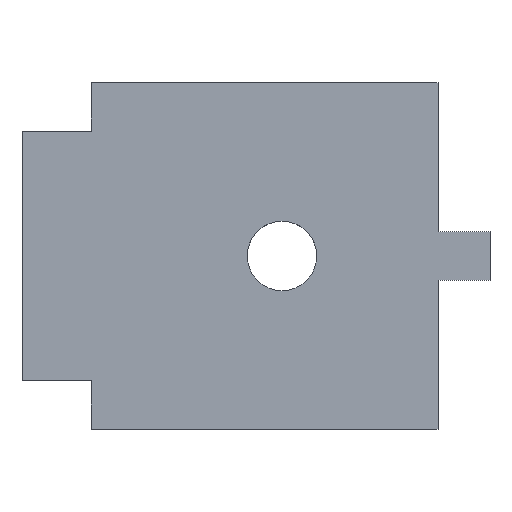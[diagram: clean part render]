
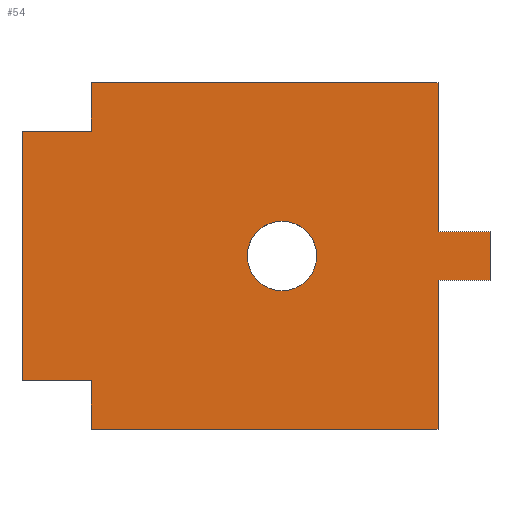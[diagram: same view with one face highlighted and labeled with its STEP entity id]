
A CAD part, top view. The second image highlights one B-rep face of the part: STEP entity #54.
In plain terms, the highlighted planar face has unit normal (0, 0, 1).
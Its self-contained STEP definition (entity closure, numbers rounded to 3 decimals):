
#54=ADVANCED_FACE('',(#77,#79),#81,.T.);
#77=FACE_BOUND('',#78,.T.);
#78=EDGE_LOOP('',(#192,#193,#194,#195,#196,#197,#198,#199,#200,#201,#202,#203));
#79=FACE_BOUND('',#80,.T.);
#80=EDGE_LOOP('',(#204));
#81=PLANE('',#82);
#82=AXIS2_PLACEMENT_3D('',#83,#84,#85);
#83=CARTESIAN_POINT('',(0.,0.,4.));
#84=DIRECTION('',(0.,0.,1.));
#85=DIRECTION('',(-1.,0.,0.));
#192=ORIENTED_EDGE('',*,*,#268,.T.);
#193=ORIENTED_EDGE('',*,*,#269,.T.);
#194=ORIENTED_EDGE('',*,*,#270,.T.);
#195=ORIENTED_EDGE('',*,*,#271,.T.);
#196=ORIENTED_EDGE('',*,*,#272,.T.);
#197=ORIENTED_EDGE('',*,*,#273,.T.);
#198=ORIENTED_EDGE('',*,*,#274,.T.);
#199=ORIENTED_EDGE('',*,*,#275,.T.);
#200=ORIENTED_EDGE('',*,*,#276,.T.);
#201=ORIENTED_EDGE('',*,*,#277,.T.);
#202=ORIENTED_EDGE('',*,*,#278,.T.);
#203=ORIENTED_EDGE('',*,*,#279,.T.);
#204=ORIENTED_EDGE('',*,*,#280,.T.);
#268=EDGE_CURVE('',#319,#320,#321,.T.);
#269=EDGE_CURVE('',#320,#322,#323,.T.);
#270=EDGE_CURVE('',#322,#324,#325,.T.);
#271=EDGE_CURVE('',#324,#326,#327,.T.);
#272=EDGE_CURVE('',#326,#328,#329,.T.);
#273=EDGE_CURVE('',#328,#330,#331,.T.);
#274=EDGE_CURVE('',#330,#332,#333,.T.);
#275=EDGE_CURVE('',#332,#334,#335,.T.);
#276=EDGE_CURVE('',#334,#336,#337,.T.);
#277=EDGE_CURVE('',#336,#338,#339,.T.);
#278=EDGE_CURVE('',#338,#340,#341,.T.);
#279=EDGE_CURVE('',#340,#319,#342,.T.);
#280=EDGE_CURVE('',#343,#343,#344,.F.);
#319=VERTEX_POINT('',#410);
#320=VERTEX_POINT('',#411);
#321=LINE('',#412,#413);
#322=VERTEX_POINT('',#415);
#323=LINE('',#416,#417);
#324=VERTEX_POINT('',#419);
#325=LINE('',#420,#421);
#326=VERTEX_POINT('',#423);
#327=LINE('',#424,#425);
#328=VERTEX_POINT('',#427);
#329=LINE('',#428,#429);
#330=VERTEX_POINT('',#431);
#331=LINE('',#432,#433);
#332=VERTEX_POINT('',#435);
#333=LINE('',#436,#437);
#334=VERTEX_POINT('',#439);
#335=LINE('',#440,#441);
#336=VERTEX_POINT('',#443);
#337=LINE('',#444,#445);
#338=VERTEX_POINT('',#447);
#339=LINE('',#448,#449);
#340=VERTEX_POINT('',#451);
#341=LINE('',#452,#453);
#342=LINE('',#455,#456);
#343=VERTEX_POINT('',#458);
#344=CIRCLE('',#459,2.);
#410=CARTESIAN_POINT('',(-9.5,-7.2,4.));
#411=CARTESIAN_POINT('',(-9.5,-10.,4.));
#412=CARTESIAN_POINT('',(-9.5,-7.2,4.));
#413=VECTOR('',#414,1.);
#414=DIRECTION('',(0.,-1.,0.));
#415=CARTESIAN_POINT('',(10.5,-10.,4.));
#416=CARTESIAN_POINT('',(-9.5,-10.,4.));
#417=VECTOR('',#418,1.);
#418=DIRECTION('',(1.,0.,0.));
#419=CARTESIAN_POINT('',(10.5,-1.4,4.));
#420=CARTESIAN_POINT('',(10.5,-10.,4.));
#421=VECTOR('',#422,1.);
#422=DIRECTION('',(0.,1.,0.));
#423=CARTESIAN_POINT('',(13.5,-1.4,4.));
#424=CARTESIAN_POINT('',(10.5,-1.4,4.));
#425=VECTOR('',#426,1.);
#426=DIRECTION('',(1.,0.,0.));
#427=CARTESIAN_POINT('',(13.5,1.4,4.));
#428=CARTESIAN_POINT('',(13.5,-1.4,4.));
#429=VECTOR('',#430,1.);
#430=DIRECTION('',(0.,1.,0.));
#431=CARTESIAN_POINT('',(10.5,1.4,4.));
#432=CARTESIAN_POINT('',(13.5,1.4,4.));
#433=VECTOR('',#434,1.);
#434=DIRECTION('',(-1.,0.,0.));
#435=CARTESIAN_POINT('',(10.5,10.,4.));
#436=CARTESIAN_POINT('',(10.5,1.4,4.));
#437=VECTOR('',#438,1.);
#438=DIRECTION('',(0.,1.,0.));
#439=CARTESIAN_POINT('',(-9.5,10.,4.));
#440=CARTESIAN_POINT('',(10.5,10.,4.));
#441=VECTOR('',#442,1.);
#442=DIRECTION('',(-1.,0.,0.));
#443=CARTESIAN_POINT('',(-9.5,7.2,4.));
#444=CARTESIAN_POINT('',(-9.5,10.,4.));
#445=VECTOR('',#446,1.);
#446=DIRECTION('',(0.,-1.,0.));
#447=CARTESIAN_POINT('',(-13.5,7.2,4.));
#448=CARTESIAN_POINT('',(-9.5,7.2,4.));
#449=VECTOR('',#450,1.);
#450=DIRECTION('',(-1.,0.,0.));
#451=CARTESIAN_POINT('',(-13.5,-7.2,4.));
#452=CARTESIAN_POINT('',(-13.5,7.2,4.));
#453=VECTOR('',#454,1.);
#454=DIRECTION('',(0.,-1.,0.));
#455=CARTESIAN_POINT('',(-13.5,-7.2,4.));
#456=VECTOR('',#457,1.);
#457=DIRECTION('',(1.,0.,0.));
#458=CARTESIAN_POINT('',(-0.5,0.,4.));
#459=AXIS2_PLACEMENT_3D('',#460,#461,#462);
#460=CARTESIAN_POINT('',(1.5,0.,4.));
#461=DIRECTION('',(0.,0.,1.));
#462=DIRECTION('',(-1.,0.,0.));
